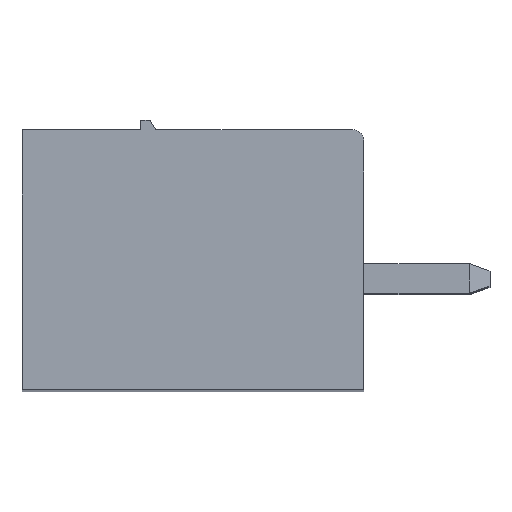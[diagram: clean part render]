
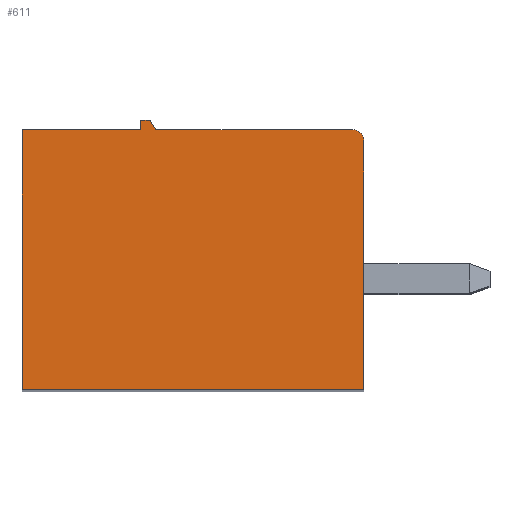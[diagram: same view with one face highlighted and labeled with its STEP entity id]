
A CAD part, top view. The second image highlights one B-rep face of the part: STEP entity #611.
In plain terms, the highlighted planar face has unit normal (0, 0, 1).
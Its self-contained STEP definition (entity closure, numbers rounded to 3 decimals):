
#611 = ADVANCED_FACE( '', ( #1400 ), #1401, .T. );
#1400 = FACE_OUTER_BOUND( '', #2364, .T. );
#1401 = PLANE( '', #2365 );
#2364 = EDGE_LOOP( '', ( #4064, #4065, #4066, #4067, #4068, #4069, #4070, #4071, #4072 ) );
#2365 = AXIS2_PLACEMENT_3D( '', #4073, #4074, #4075 );
#4064 = ORIENTED_EDGE( '', *, *, #5749, .T. );
#4065 = ORIENTED_EDGE( '', *, *, #5933, .T. );
#4066 = ORIENTED_EDGE( '', *, *, #6197, .T. );
#4067 = ORIENTED_EDGE( '', *, *, #6198, .T. );
#4068 = ORIENTED_EDGE( '', *, *, #6199, .T. );
#4069 = ORIENTED_EDGE( '', *, *, #6200, .T. );
#4070 = ORIENTED_EDGE( '', *, *, #6092, .T. );
#4071 = ORIENTED_EDGE( '', *, *, #5792, .T. );
#4072 = ORIENTED_EDGE( '', *, *, #6201, .T. );
#4073 = CARTESIAN_POINT( '', ( -132.727, 10.56, 58.428 ) );
#4074 = DIRECTION( '', ( 0., 0., 1. ) );
#4075 = DIRECTION( '', ( 1., 0., 0. ) );
#5749 = EDGE_CURVE( '', #6927, #6925, #6928, .T. );
#5792 = EDGE_CURVE( '', #7000, #6998, #7001, .T. );
#5933 = EDGE_CURVE( '', #6925, #7233, #7234, .T. );
#6092 = EDGE_CURVE( '', #7470, #7000, #7471, .T. );
#6197 = EDGE_CURVE( '', #7233, #7622, #7623, .T. );
#6198 = EDGE_CURVE( '', #7622, #7624, #7625, .T. );
#6199 = EDGE_CURVE( '', #7624, #7626, #7627, .T. );
#6200 = EDGE_CURVE( '', #7626, #7470, #7628, .T. );
#6201 = EDGE_CURVE( '', #6998, #6927, #7629, .T. );
#6925 = VERTEX_POINT( '', #8580 );
#6927 = VERTEX_POINT( '', #8583 );
#6928 = LINE( '', #8584, #8585 );
#6998 = VERTEX_POINT( '', #8687 );
#7000 = VERTEX_POINT( '', #8690 );
#7001 = LINE( '', #8691, #8692 );
#7233 = VERTEX_POINT( '', #9024 );
#7234 = LINE( '', #9025, #9026 );
#7470 = VERTEX_POINT( '', #9375 );
#7471 = LINE( '', #9376, #9377 );
#7622 = VERTEX_POINT( '', #9599 );
#7623 = CIRCLE( '', #9600, 0.3 );
#7624 = VERTEX_POINT( '', #9601 );
#7625 = LINE( '', #9602, #9603 );
#7626 = VERTEX_POINT( '', #9604 );
#7627 = LINE( '', #9605, #9606 );
#7628 = LINE( '', #9607, #9608 );
#7629 = LINE( '', #9609, #9610 );
#8580 = CARTESIAN_POINT( '', ( -132.427, 3.86, 58.428 ) );
#8583 = CARTESIAN_POINT( '', ( -141.627, 3.86, 58.428 ) );
#8584 = CARTESIAN_POINT( '', ( -132.427, 3.86, 58.428 ) );
#8585 = VECTOR( '', #10478, 1000. );
#8687 = CARTESIAN_POINT( '', ( -141.627, 10.86, 58.428 ) );
#8690 = CARTESIAN_POINT( '', ( -138.427, 10.86, 58.428 ) );
#8691 = CARTESIAN_POINT( '', ( -141.627, 10.86, 58.428 ) );
#8692 = VECTOR( '', #10512, 1000. );
#9024 = CARTESIAN_POINT( '', ( -132.427, 10.56, 58.428 ) );
#9025 = CARTESIAN_POINT( '', ( -132.427, 10.56, 58.428 ) );
#9026 = VECTOR( '', #10646, 1000. );
#9375 = CARTESIAN_POINT( '', ( -138.427, 11.11, 58.428 ) );
#9376 = CARTESIAN_POINT( '', ( -138.427, 10.86, 58.428 ) );
#9377 = VECTOR( '', #10772, 1000. );
#9599 = CARTESIAN_POINT( '', ( -132.727, 10.86, 58.428 ) );
#9600 = AXIS2_PLACEMENT_3D( '', #10865, #10866, #10867 );
#9601 = CARTESIAN_POINT( '', ( -138.027, 10.86, 58.428 ) );
#9602 = CARTESIAN_POINT( '', ( -138.027, 10.86, 58.428 ) );
#9603 = VECTOR( '', #10868, 1000. );
#9604 = CARTESIAN_POINT( '', ( -138.177, 11.11, 58.428 ) );
#9605 = CARTESIAN_POINT( '', ( -138.177, 11.11, 58.428 ) );
#9606 = VECTOR( '', #10869, 1000. );
#9607 = CARTESIAN_POINT( '', ( -138.427, 11.11, 58.428 ) );
#9608 = VECTOR( '', #10870, 1000. );
#9609 = CARTESIAN_POINT( '', ( -141.627, 3.86, 58.428 ) );
#9610 = VECTOR( '', #10871, 1000. );
#10478 = DIRECTION( '', ( 1., 0., 0. ) );
#10512 = DIRECTION( '', ( -1., 0., 0. ) );
#10646 = DIRECTION( '', ( 0., 1., 0. ) );
#10772 = DIRECTION( '', ( 0., -1., 0. ) );
#10865 = CARTESIAN_POINT( '', ( -132.727, 10.56, 58.428 ) );
#10866 = DIRECTION( '', ( 0., 0., 1. ) );
#10867 = DIRECTION( '', ( -0.707, -0.707, 0. ) );
#10868 = DIRECTION( '', ( -1., 0., 0. ) );
#10869 = DIRECTION( '', ( -0.514, 0.857, 0. ) );
#10870 = DIRECTION( '', ( -1., 0., 0. ) );
#10871 = DIRECTION( '', ( 0., -1., 0. ) );
